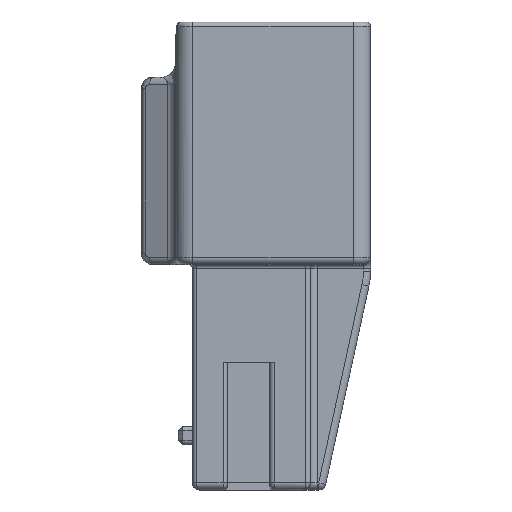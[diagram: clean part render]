
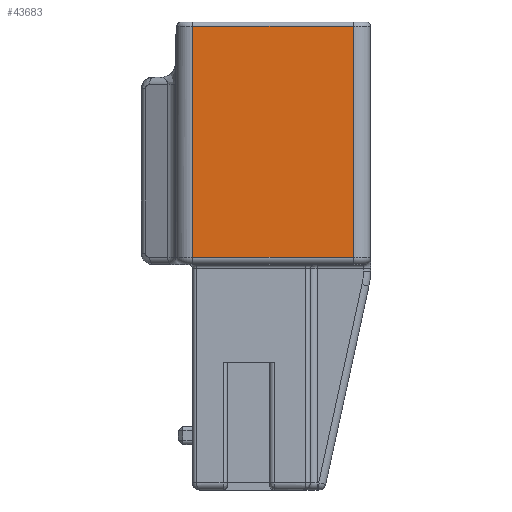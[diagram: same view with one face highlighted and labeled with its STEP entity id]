
A CAD part, left-side view. The second image highlights one B-rep face of the part: STEP entity #43683.
In plain terms, the highlighted planar face has unit normal (-1, 0, 0).
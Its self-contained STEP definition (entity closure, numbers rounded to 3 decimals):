
#12312=DIRECTION('',(0.,-1.,0.));
#12313=VECTOR('',#12312,11.35);
#12314=CARTESIAN_POINT('',(-3.65,6.15,15.2));
#12315=LINE('',#12314,#12313);
#12316=DIRECTION('',(0.,0.,-1.));
#12317=VECTOR('',#12316,16.3);
#12318=CARTESIAN_POINT('',(-3.65,-5.2,15.2));
#12319=LINE('',#12318,#12317);
#12320=DIRECTION('',(0.,-1.,0.));
#12321=VECTOR('',#12320,11.35);
#12322=CARTESIAN_POINT('',(-3.65,6.15,-1.1));
#12323=LINE('',#12322,#12321);
#12324=DIRECTION('',(0.,0.,-1.));
#12325=VECTOR('',#12324,16.3);
#12326=CARTESIAN_POINT('',(-3.65,6.15,15.2));
#12327=LINE('',#12326,#12325);
#21817=CARTESIAN_POINT('',(-3.65,6.15,-1.1));
#21819=VERTEX_POINT('',#21817);
#21833=CARTESIAN_POINT('',(-3.65,-5.2,-1.1));
#21835=VERTEX_POINT('',#21833);
#23192=CARTESIAN_POINT('',(-3.65,-5.2,15.2));
#23194=VERTEX_POINT('',#23192);
#23202=CARTESIAN_POINT('',(-3.65,6.15,15.2));
#23203=VERTEX_POINT('',#23202);
#43671=CARTESIAN_POINT('',(-3.65,7.35,0.));
#43672=DIRECTION('',(-1.,0.,0.));
#43673=DIRECTION('',(0.,-1.,0.));
#43674=AXIS2_PLACEMENT_3D('',#43671,#43672,#43673);
#43675=PLANE('',#43674);
#43676=ORIENTED_EDGE('',*,*,#41843,.T.);
#43677=ORIENTED_EDGE('',*,*,#41815,.T.);
#43679=ORIENTED_EDGE('',*,*,#43678,.F.);
#43680=ORIENTED_EDGE('',*,*,#43660,.F.);
#43681=EDGE_LOOP('',(#43676,#43677,#43679,#43680));
#43682=FACE_OUTER_BOUND('',#43681,.F.);
#43683=ADVANCED_FACE('',(#43682),#43675,.T.);
#41815=EDGE_CURVE('',#23194,#21835,#12319,.T.);
#41843=EDGE_CURVE('',#23203,#23194,#12315,.T.);
#43660=EDGE_CURVE('',#23203,#21819,#12327,.T.);
#43678=EDGE_CURVE('',#21819,#21835,#12323,.T.);
